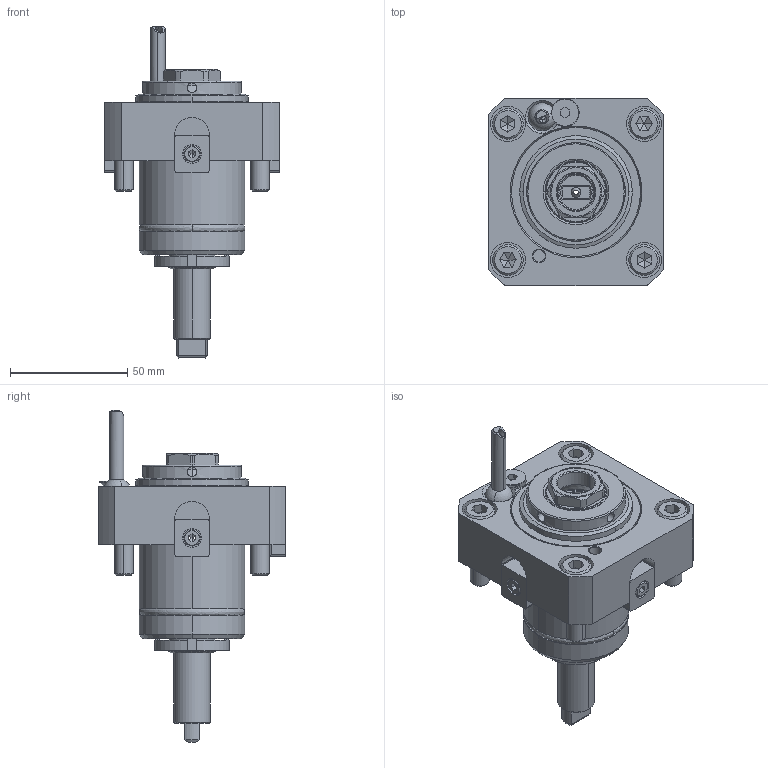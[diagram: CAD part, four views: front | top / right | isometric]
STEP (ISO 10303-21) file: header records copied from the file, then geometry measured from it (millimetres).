
FILE_DESCRIPTION (( 'STEP AP203' ), '1' );
FILE_NAME ('04-0996.STEP', '2023-09-14T21:37:06', ( '' ), ( '' ), 'SwSTEP 2.0', 'SolidWorks 2022', '' );
FILE_SCHEMA (( 'CONFIG_CONTROL_DESIGN' ));
Length unit declared in the file: inch
Products named in the file (1): 04-0996
Bounding box: 75 x 80 x 141.5 mm (x, y, z)
Surface area: 51445.8 mm2 (no closed solid volume)
Topology: 0 solids, 61 shells, 473 faces, 1305 edges, 914 vertices
Faces by surface type: plane 266, cylinder 121, cone 62, bspline 12, torus 10, sphere 2
Entity records: 19615 total; most frequent: CARTESIAN_POINT 7904, DIRECTION 2292, ORIENTED_EDGE 2261, EDGE_CURVE 1300, VERTEX_POINT 911, AXIS2_PLACEMENT_3D 824, LINE 644, VECTOR 644
